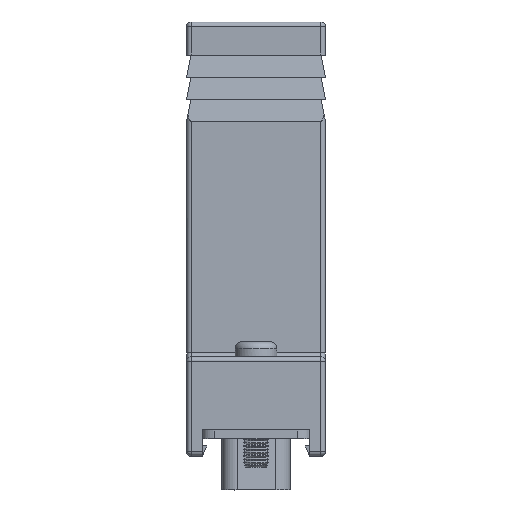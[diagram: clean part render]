
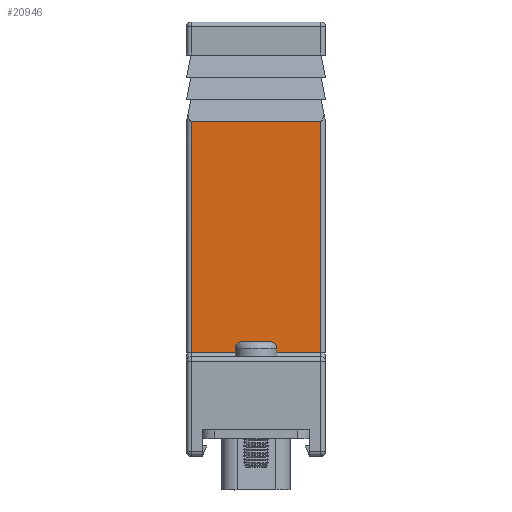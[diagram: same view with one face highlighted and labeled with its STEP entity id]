
A CAD part, top view. The second image highlights one B-rep face of the part: STEP entity #20946.
In plain terms, the highlighted planar face has unit normal (0, 0, 1).
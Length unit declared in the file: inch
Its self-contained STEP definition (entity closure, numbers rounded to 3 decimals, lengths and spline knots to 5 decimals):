
#113 = EDGE_LOOP ( 'NONE', ( #9483, #9484, #9485, #9486 ) ) ;
#863 = CARTESIAN_POINT ( 'NONE',  ( -0.295, 1.52, 0.3885 ) ) ;
#908 = CARTESIAN_POINT ( 'NONE',  ( 0.295, 1.52, 0.3885 ) ) ;
#909 = CARTESIAN_POINT ( 'NONE',  ( 0.295, 0.47, 0.3885 ) ) ;
#912 = CARTESIAN_POINT ( 'NONE',  ( -0.295, 0.47, 0.3885 ) ) ;
#2300 = CARTESIAN_POINT ( 'NONE',  ( -0.295, 1.97, 0.3885 ) ) ;
#2302 = CARTESIAN_POINT ( 'NONE',  ( -0.315, 0.47, 0.3885 ) ) ;
#2304 = CARTESIAN_POINT ( 'NONE',  ( -0.31504, 1.52, 0.3885 ) ) ;
#2306 = DIRECTION ( 'NONE',  ( 1., 0., 0. ) ) ;
#2307 = DIRECTION ( 'NONE',  ( 0., -1., 0. ) ) ;
#2309 = DIRECTION ( 'NONE',  ( 1., 0., 0. ) ) ;
#2310 = CARTESIAN_POINT ( 'NONE',  ( 0.295, 1.97, 0.3885 ) ) ;
#2311 = DIRECTION ( 'NONE',  ( 0., 1., 0. ) ) ;
#3125 = VERTEX_POINT ( 'NONE', #863 ) ;
#3180 = VERTEX_POINT ( 'NONE', #908 ) ;
#3181 = VERTEX_POINT ( 'NONE', #909 ) ;
#3184 = VERTEX_POINT ( 'NONE', #912 ) ;
#5651 = EDGE_CURVE ( 'NONE', #3125, #3180, #18827, .T. ) ;
#5652 = EDGE_CURVE ( 'NONE', #3125, #3184, #18825, .T. ) ;
#5653 = EDGE_CURVE ( 'NONE', #3184, #3181, #18829, .T. ) ;
#5654 = EDGE_CURVE ( 'NONE', #3181, #3180, #18833, .T. ) ;
#9483 = ORIENTED_EDGE ( 'NONE', *, *, #5651, .F. ) ;
#9484 = ORIENTED_EDGE ( 'NONE', *, *, #5652, .T. ) ;
#9485 = ORIENTED_EDGE ( 'NONE', *, *, #5653, .T. ) ;
#9486 = ORIENTED_EDGE ( 'NONE', *, *, #5654, .T. ) ;
#11578 = CARTESIAN_POINT ( 'NONE',  ( -0.315, 1.97, 0.3885 ) ) ;
#11586 = PLANE ( 'NONE',  #15719 ) ;
#11588 = DIRECTION ( 'NONE',  ( 0., 0., -1. ) ) ;
#11589 = DIRECTION ( 'NONE',  ( -1., 0., 0. ) ) ;
#15719 = AXIS2_PLACEMENT_3D ( 'NONE', #11578, #11588, #11589 ) ;
#18305 = FACE_OUTER_BOUND ( 'NONE', #113, .T. ) ;
#18825 = LINE ( 'NONE', #2300, #18832 ) ;
#18827 = LINE ( 'NONE', #2304, #18830 ) ;
#18829 = LINE ( 'NONE', #2302, #18834 ) ;
#18830 = VECTOR ( 'NONE', #2306, 39.37008 ) ;
#18832 = VECTOR ( 'NONE', #2307, 39.37008 ) ;
#18833 = LINE ( 'NONE', #2310, #18836 ) ;
#18834 = VECTOR ( 'NONE', #2309, 39.37008 ) ;
#18836 = VECTOR ( 'NONE', #2311, 39.37008 ) ;
#20946 = ADVANCED_FACE ( 'NONE', ( #18305 ), #11586, .F. ) ;
